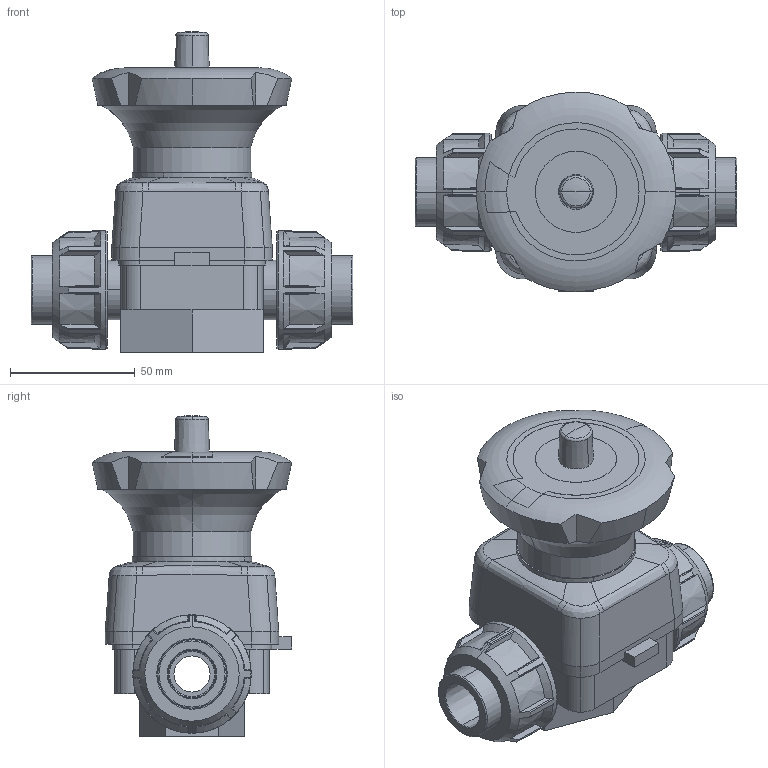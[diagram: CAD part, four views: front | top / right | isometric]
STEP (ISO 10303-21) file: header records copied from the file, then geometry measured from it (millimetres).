
FILE_DESCRIPTION(('STEP AP214'),'1');
FILE_NAME('dkuim020e.stp','2017-04-07T15:34:44',('TraceParts'),('TraceParts S.A.'),'Spatial InterOp 3D',' ',' ');
FILE_SCHEMA(('automotive_design'));
Length unit declared in the file: millimetre
Products named in the file (8): dkuim020e_1; dkuim020e_2; dkuim020e_3; dkuim020e_4; dkuim020e_5; dkuim020e_6; dkuim020e_7; dkuim020e_8
Bounding box: 129 x 80 x 128.55 mm (x, y, z)
Volume: 409498.3 mm3; surface area: 80802.5 mm2
Topology: 8 solids, 8 shells, 358 faces, 955 edges, 623 vertices
Faces by surface type: plane 119, cylinder 85, bspline 66, cone 56, torus 32
Entity records: 17241 total; most frequent: CARTESIAN_POINT 5772, ORIENTED_EDGE 1906, DIRECTION 1636, EDGE_CURVE 953, AXIS2_PLACEMENT_3D 699, VERTEX_POINT 623, EDGE_LOOP 380, CIRCLE 379
